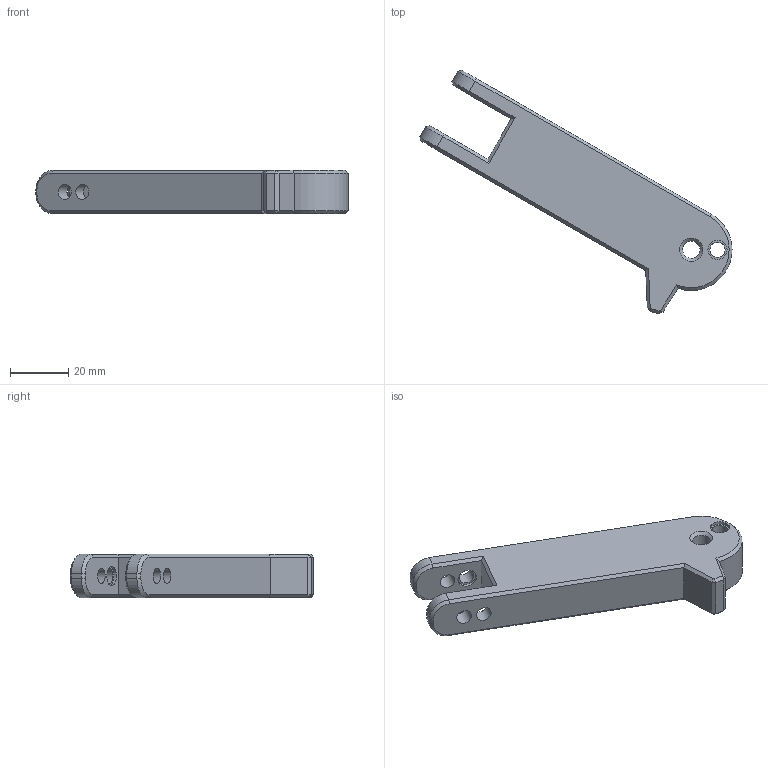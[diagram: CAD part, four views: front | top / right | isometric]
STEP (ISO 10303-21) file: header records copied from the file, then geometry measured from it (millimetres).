
FILE_DESCRIPTION(('FreeCAD Model'),'2;1');
FILE_NAME('Open CASCADE Shape Model','2023-01-18T11:22:30',('Author'),( ''),'Open CASCADE STEP processor 7.5','FreeCAD','Unknown');
FILE_SCHEMA(('AUTOMOTIVE_DESIGN { 1 0 10303 214 1 1 1 1 }'));
Length unit declared in the file: millimetre
Products named in the file (1): arm.pivot
Bounding box: 107.1 x 83.57 x 15 mm (x, y, z)
Volume: 40417 mm3; surface area: 10778.9 mm2
Topology: 1 solids, 1 shells, 69 faces, 149 edges, 86 vertices
Faces by surface type: plane 42, cylinder 15, cone 12
Full cylindrical faces by diameter (mm): 5.2 x5, 6 x1, 6.6 x4
Entity records: 3818 total; most frequent: CARTESIAN_POINT 749, DIRECTION 565, LINE 313, VECTOR 313, ORIENTED_EDGE 298, PCURVE 298, DEFINITIONAL_REPRESENTATION 298, EDGE_CURVE 149
